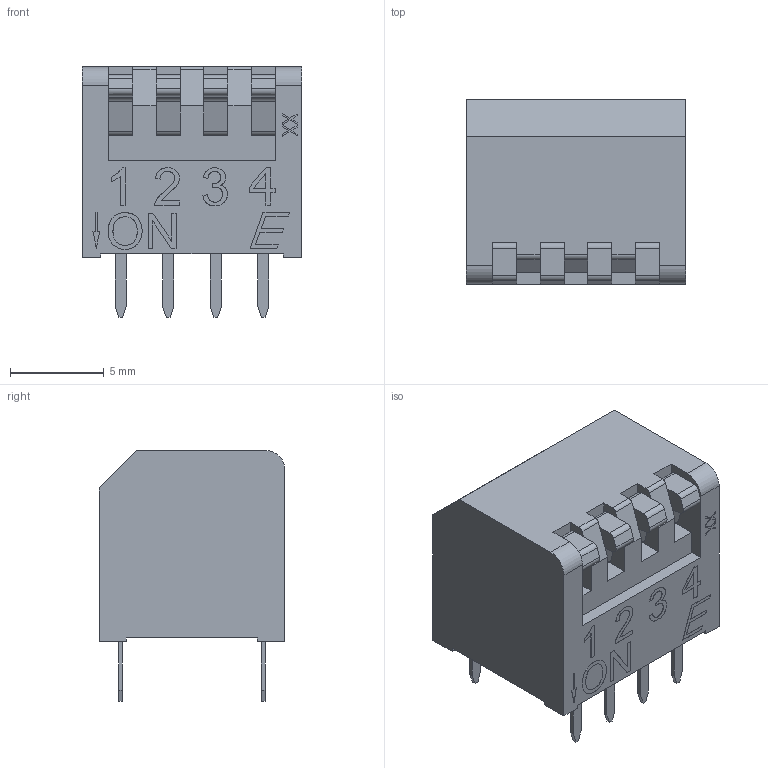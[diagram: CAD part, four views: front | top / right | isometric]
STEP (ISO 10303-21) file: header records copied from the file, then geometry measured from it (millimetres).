
FILE_DESCRIPTION(/* description */ (''),/* implementation_level */ '2;1');
FILE_NAME(/* name */ 'KAP1104Rx.stp',/* time_stamp */ '2025-05-21T10:24:04-05:00',/* author */ ('mroman'),/* organization */ (''),/* preprocessor_version */ 'ST-DEVELOPER v18.1',/* originating_system */ 'Autodesk Inventor 2022',/* authorisation */ '');
FILE_SCHEMA (('AUTOMOTIVE_DESIGN { 1 0 10303 214 3 1 1 }'));
Length unit declared in the file: centimetre
Products named in the file (1): KAP1104Rx
Bounding box: 11.72 x 9.91 x 13.4 mm (x, y, z)
Volume: 1099.2 mm3; surface area: 734.1 mm2
Topology: 1 solids, 1 shells, 285 faces, 773 edges, 510 vertices
Faces by surface type: plane 219, bspline 41, cylinder 25
Entity records: 9193 total; most frequent: CARTESIAN_POINT 2201, ORIENTED_EDGE 1546, DIRECTION 1235, EDGE_CURVE 773, LINE 637, VECTOR 637, VERTEX_POINT 510, EDGE_LOOP 305
